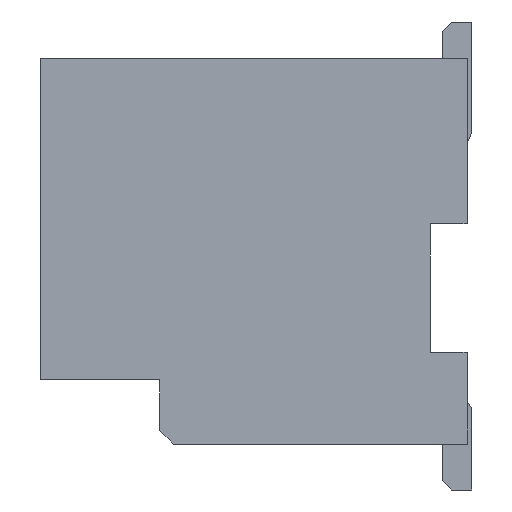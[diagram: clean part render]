
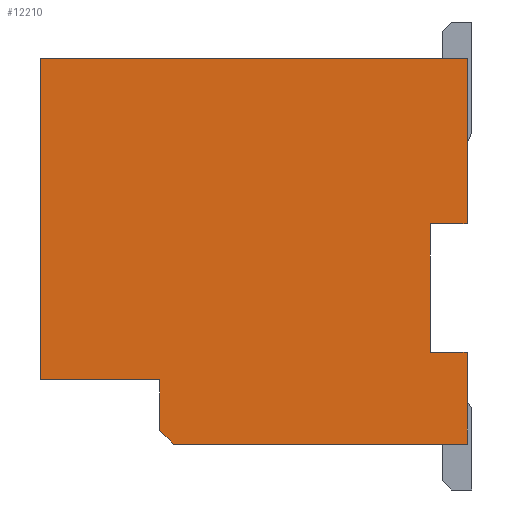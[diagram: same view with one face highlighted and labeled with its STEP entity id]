
A CAD part, left-side view. The second image highlights one B-rep face of the part: STEP entity #12210.
In plain terms, the highlighted planar face has unit normal (-1, 0, 0).
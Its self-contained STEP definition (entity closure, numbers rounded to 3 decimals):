
#1=DIRECTION('',(0.,-1.,0.));
#2=VECTOR('',#1,4.65);
#3=CARTESIAN_POINT('',(-6.9,2.325,2.1));
#4=LINE('',#3,#2);
#5=DIRECTION('',(0.,0.,-1.));
#6=VECTOR('',#5,1.8);
#7=CARTESIAN_POINT('',(-6.9,-2.325,2.1));
#8=LINE('',#7,#6);
#9=DIRECTION('',(0.,1.,0.));
#10=VECTOR('',#9,0.4);
#11=CARTESIAN_POINT('',(-6.9,-2.325,0.3));
#12=LINE('',#11,#10);
#13=DIRECTION('',(0.,0.,-1.));
#14=VECTOR('',#13,1.4);
#15=CARTESIAN_POINT('',(-6.9,-1.925,0.3));
#16=LINE('',#15,#14);
#17=DIRECTION('',(0.,-1.,0.));
#18=VECTOR('',#17,0.4);
#19=CARTESIAN_POINT('',(-6.9,-1.925,-1.1));
#20=LINE('',#19,#18);
#21=DIRECTION('',(0.,0.,-1.));
#22=VECTOR('',#21,1.);
#23=CARTESIAN_POINT('',(-6.9,-2.325,-1.1));
#24=LINE('',#23,#22);
#25=DIRECTION('',(0.,1.,0.));
#26=VECTOR('',#25,3.2);
#27=CARTESIAN_POINT('',(-6.9,-2.325,-2.1));
#28=LINE('',#27,#26);
#29=DIRECTION('',(0.,0.707,0.707));
#30=VECTOR('',#29,0.212);
#31=CARTESIAN_POINT('',(-6.9,0.875,-2.1));
#32=LINE('',#31,#30);
#33=DIRECTION('',(0.,0.,1.));
#34=VECTOR('',#33,0.55);
#35=CARTESIAN_POINT('',(-6.9,1.025,-1.95));
#36=LINE('',#35,#34);
#37=DIRECTION('',(0.,1.,0.));
#38=VECTOR('',#37,1.3);
#39=CARTESIAN_POINT('',(-6.9,1.025,-1.4));
#40=LINE('',#39,#38);
#41=DIRECTION('',(0.,0.,1.));
#42=VECTOR('',#41,3.5);
#43=CARTESIAN_POINT('',(-6.9,2.325,-1.4));
#44=LINE('',#43,#42);
#9229=CARTESIAN_POINT('',(-6.9,2.325,2.1));
#9230=CARTESIAN_POINT('',(-6.9,-2.325,2.1));
#9231=VERTEX_POINT('',#9229);
#9232=VERTEX_POINT('',#9230);
#9233=CARTESIAN_POINT('',(-6.9,-2.325,0.3));
#9234=VERTEX_POINT('',#9233);
#9235=CARTESIAN_POINT('',(-6.9,-1.925,0.3));
#9236=VERTEX_POINT('',#9235);
#9237=CARTESIAN_POINT('',(-6.9,-1.925,-1.1));
#9238=VERTEX_POINT('',#9237);
#9239=CARTESIAN_POINT('',(-6.9,-2.325,-1.1));
#9240=VERTEX_POINT('',#9239);
#9241=CARTESIAN_POINT('',(-6.9,-2.325,-2.1));
#9242=VERTEX_POINT('',#9241);
#9243=CARTESIAN_POINT('',(-6.9,0.875,-2.1));
#9244=VERTEX_POINT('',#9243);
#9245=CARTESIAN_POINT('',(-6.9,1.025,-1.95));
#9246=CARTESIAN_POINT('',(-6.9,1.025,-1.4));
#9247=VERTEX_POINT('',#9245);
#9248=VERTEX_POINT('',#9246);
#9249=CARTESIAN_POINT('',(-6.9,2.325,-1.4));
#9250=VERTEX_POINT('',#9249);
#12181=CARTESIAN_POINT('',(-6.9,0.,0.));
#12182=DIRECTION('',(1.,0.,0.));
#12183=DIRECTION('',(0.,0.,-1.));
#12184=AXIS2_PLACEMENT_3D('',#12181,#12182,#12183);
#12185=PLANE('',#12184);
#12187=ORIENTED_EDGE('',*,*,#12186,.T.);
#12189=ORIENTED_EDGE('',*,*,#12188,.T.);
#12191=ORIENTED_EDGE('',*,*,#12190,.T.);
#12193=ORIENTED_EDGE('',*,*,#12192,.T.);
#12195=ORIENTED_EDGE('',*,*,#12194,.T.);
#12197=ORIENTED_EDGE('',*,*,#12196,.T.);
#12199=ORIENTED_EDGE('',*,*,#12198,.T.);
#12201=ORIENTED_EDGE('',*,*,#12200,.T.);
#12203=ORIENTED_EDGE('',*,*,#12202,.T.);
#12205=ORIENTED_EDGE('',*,*,#12204,.T.);
#12207=ORIENTED_EDGE('',*,*,#12206,.T.);
#12208=EDGE_LOOP('',(#12187,#12189,#12191,#12193,#12195,#12197,#12199,#12201,
#12203,#12205,#12207));
#12209=FACE_OUTER_BOUND('',#12208,.F.);
#12210=ADVANCED_FACE('',(#12209),#12185,.F.);
#12186=EDGE_CURVE('',#9231,#9232,#4,.T.);
#12188=EDGE_CURVE('',#9232,#9234,#8,.T.);
#12190=EDGE_CURVE('',#9234,#9236,#12,.T.);
#12192=EDGE_CURVE('',#9236,#9238,#16,.T.);
#12194=EDGE_CURVE('',#9238,#9240,#20,.T.);
#12196=EDGE_CURVE('',#9240,#9242,#24,.T.);
#12198=EDGE_CURVE('',#9242,#9244,#28,.T.);
#12200=EDGE_CURVE('',#9244,#9247,#32,.T.);
#12202=EDGE_CURVE('',#9247,#9248,#36,.T.);
#12204=EDGE_CURVE('',#9248,#9250,#40,.T.);
#12206=EDGE_CURVE('',#9250,#9231,#44,.T.);
